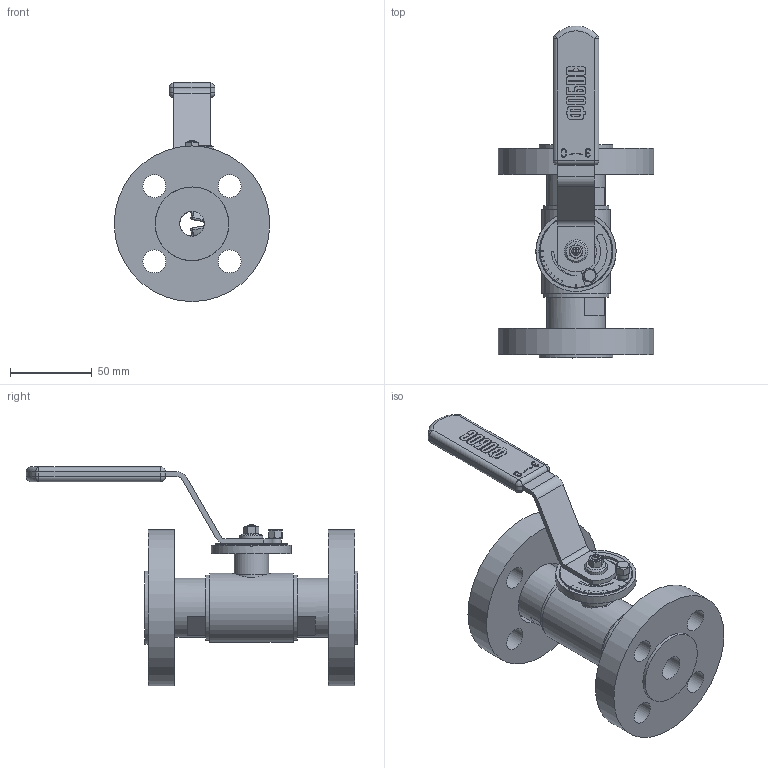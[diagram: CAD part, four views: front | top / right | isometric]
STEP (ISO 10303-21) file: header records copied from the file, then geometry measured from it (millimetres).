
FILE_DESCRIPTION(('STEP AP203'), '1');
FILE_NAME('FB39.210.015.000Ð(Â)', '', ('UNSPECIFIED'), ('UNSPECIFIED'), 'ASCON STEP Converter 1.6', 'ASCON Math Kernel', '');
FILE_SCHEMA(('CONFIG_CONTROL_DESIGN'));
Length unit declared in the file: millimetre
Products named in the file (28): ﾔﾁ39.210.015.000ﾐ; ﾔﾁ39.210.015.010ﾐ; ﾔﾁ39.210.015.012ﾐ; ﾔﾁ39.210.015.015ﾐ; 埡39 210 015 002; ﾔﾁ39.210.015.014ﾐ; 埡39.220.015.503; 埡39.220.025.506; ﾔﾁ39.210.015.004ﾐ; 埡39.220.025.505; ﾔﾁ39.120.025.007ﾋ; 埡39 230 015 061; 埡39 410 015 014 ; 埡39 210 015 013
Assembly tree (29 placements, depth 3):
  ﾔﾁ39.210.015.000ﾐ
    ﾔﾁ39.210.015.010ﾐ
      ﾔﾁ39.210.015.012ﾐ
      (unnamed)
      (unnamed)
    ﾔﾁ39.210.015.015ﾐ
    埡39 210 015 002
    ﾔﾁ39.210.015.014ﾐ
    埡39.220.015.503
    埡39.220.015.503
    埡39 210 015 002
    埡39.220.025.506
    ﾔﾁ39.210.015.004ﾐ
    (unnamed)  x2
    埡39.220.025.505
    (unnamed)
    (unnamed)  x2
    (unnamed)
    (unnamed)
    ﾔﾁ39.120.025.007ﾋ
    (unnamed)
      埡39 230 015 061
      (unnamed)
    埡39 410 015 014 
    (unnamed)
    ﾔﾁ39.210.015.014ﾐ
    埡39 210 015 013
    埡39 210 015 013
Bounding box: 95 x 202.5 x 133.8 mm (x, y, z)
Volume: 338553.5 mm3; surface area: 120976.4 mm2
Topology: 28 solids, 28 shells, 701 faces, 1784 edges, 1174 vertices
Faces by surface type: plane 316, cylinder 312, cone 37, torus 18, sphere 9, bspline 9
Full cylindrical faces by diameter (mm): 2.459 x1, 2.5 x1, 3 x1, 3.2 x2, 4.134 x1, 5 x1, 5.5 x1, 7 x3, 9 x4, 9.2 x2, 10 x1, 12 x7, 14 x10, 15 x3, 15.5 x1, 16 x4, 17 x1, 18 x2, 19 x2, 20 x5, 21 x1, 25 x4, 29 x2, 30 x1, 31.376 x2, 33 x6, 33.7 x2, 36 x2, 38 x4, 40 x4
Entity records: 31432 total; most frequent: CARTESIAN_POINT 7353, DIRECTION 3752, ORIENTED_EDGE 3234, EDGE_CURVE 1617, AXIS2_PLACEMENT_3D 1496, VERTEX_POINT 1155, EDGE_LOOP 938, CIRCLE 782
